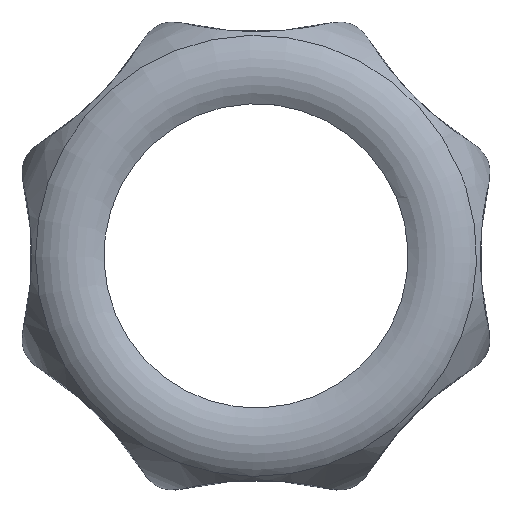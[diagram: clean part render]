
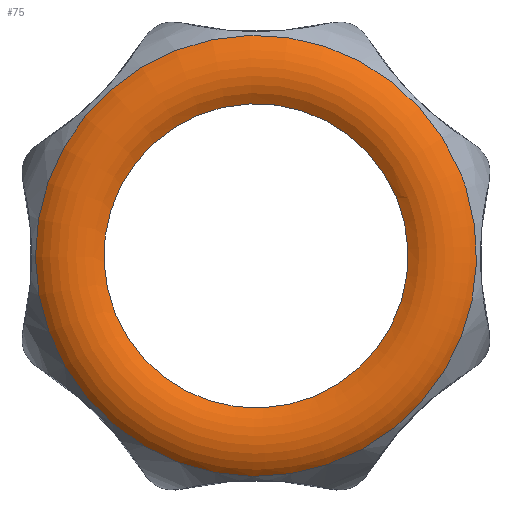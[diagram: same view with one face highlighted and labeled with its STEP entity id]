
A CAD part, top view. The second image highlights one B-rep face of the part: STEP entity #75.
In plain terms, the highlighted toroidal (fillet/blend) face has major radius 30.75 mm and minor radius 8.8 mm.
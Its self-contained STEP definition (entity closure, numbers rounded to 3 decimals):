
#75 = ADVANCED_FACE( '', ( #2379, #2380 ), #2381, .T. );
#2379 = FACE_OUTER_BOUND( '', #7020, .T. );
#2380 = FACE_OUTER_BOUND( '', #7021, .T. );
#2381 = TOROIDAL_SURFACE( '', #7022, 30.75, 8.8 );
#7020 = EDGE_LOOP( '', ( #11695 ) );
#7021 = EDGE_LOOP( '', ( #11696 ) );
#7022 = AXIS2_PLACEMENT_3D( '', #11697, #11698, #11699 );
#11695 = ORIENTED_EDGE( '', *, *, #32217, .T. );
#11696 = ORIENTED_EDGE( '', *, *, #32218, .F. );
#11697 = CARTESIAN_POINT( '', ( 0., 0., 12. ) );
#11698 = DIRECTION( '', ( 0., 0., 1. ) );
#11699 = DIRECTION( '', ( 0.924, 0.383, 0. ) );
#32217 = EDGE_CURVE( '', #39025, #39025, #39026, .T. );
#32218 = EDGE_CURVE( '', #39027, #39027, #39028, .F. );
#39025 = VERTEX_POINT( '', #50373 );
#39026 = CIRCLE( '', #50374, 36.973 );
#39027 = VERTEX_POINT( '', #50375 );
#39028 = CIRCLE( '', #50376, 25.5 );
#50373 = CARTESIAN_POINT( '', ( 34.158, 14.149, 18.223 ) );
#50374 = AXIS2_PLACEMENT_3D( '', #79401, #79402, #79403 );
#50375 = CARTESIAN_POINT( '', ( -23.559, -9.758, 19.062 ) );
#50376 = AXIS2_PLACEMENT_3D( '', #79404, #79405, #79406 );
#79401 = CARTESIAN_POINT( '', ( 0., 0., 18.223 ) );
#79402 = DIRECTION( '', ( 0., 0., 1. ) );
#79403 = DIRECTION( '', ( 0.924, 0.383, 0. ) );
#79404 = CARTESIAN_POINT( '', ( 0., 0., 19.062 ) );
#79405 = DIRECTION( '', ( 0., 0., -1. ) );
#79406 = DIRECTION( '', ( -0.924, -0.383, 0. ) );
